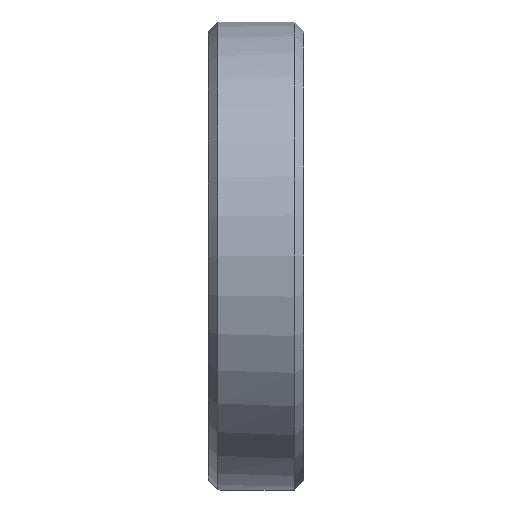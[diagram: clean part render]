
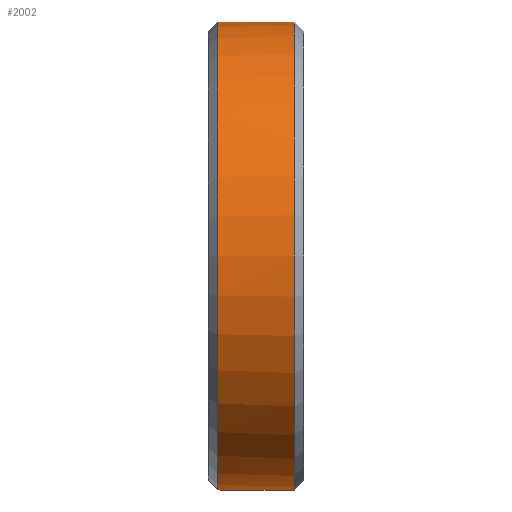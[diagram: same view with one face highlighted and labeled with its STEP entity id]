
A CAD part, left-side view. The second image highlights one B-rep face of the part: STEP entity #2002.
In plain terms, the highlighted cylindrical face has radius 12.5 mm (diameter 25 mm), a partial arc.
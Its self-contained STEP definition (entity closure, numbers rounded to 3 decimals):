
#113 = VECTOR ( 'NONE', #8224, 1000. ) ;
#270 = EDGE_CURVE ( 'NONE', #10149, #355, #3473, .T. ) ;
#355 = VERTEX_POINT ( 'NONE', #7942 ) ;
#476 = ORIENTED_EDGE ( 'NONE', *, *, #270, .F. ) ;
#636 = DIRECTION ( 'NONE',  ( 0., 0., -1. ) ) ;
#913 = DIRECTION ( 'NONE',  ( 0., -1., 0. ) ) ;
#932 = DIRECTION ( 'NONE',  ( 0., -1., 0. ) ) ;
#1137 = CIRCLE ( 'NONE', #11040, 12.5 ) ;
#1822 = VERTEX_POINT ( 'NONE', #8784 ) ;
#1862 = DIRECTION ( 'NONE',  ( 0., 0., 1. ) ) ;
#1883 = VERTEX_POINT ( 'NONE', #2523 ) ;
#1962 = CARTESIAN_POINT ( 'NONE',  ( 0., 5.1, 0. ) ) ;
#2002 = ADVANCED_FACE ( 'NONE', ( #12399 ), #7206, .T. ) ;
#2413 = CARTESIAN_POINT ( 'NONE',  ( 0., 4.45, 0. ) ) ;
#2425 = DIRECTION ( 'NONE',  ( 0., 0., 1. ) ) ;
#2523 = CARTESIAN_POINT ( 'NONE',  ( -0.45, 4.6, -12.492 ) ) ;
#3026 = AXIS2_PLACEMENT_3D ( 'NONE', #1962, #10245, #636 ) ;
#3291 = CARTESIAN_POINT ( 'NONE',  ( 0., 4.45, 0. ) ) ;
#3473 = CIRCLE ( 'NONE', #7357, 12.5 ) ;
#3637 = CARTESIAN_POINT ( 'NONE',  ( 0., 0.5, -12.5 ) ) ;
#3875 = ORIENTED_EDGE ( 'NONE', *, *, #11068, .T. ) ;
#3928 = ORIENTED_EDGE ( 'NONE', *, *, #4380, .F. ) ;
#3991 = VERTEX_POINT ( 'NONE', #3637 ) ;
#4106 = VECTOR ( 'NONE', #932, 1000. ) ;
#4115 = CARTESIAN_POINT ( 'NONE',  ( 0., 5.1, -12.5 ) ) ;
#4201 = ORIENTED_EDGE ( 'NONE', *, *, #7822, .T. ) ;
#4208 = EDGE_CURVE ( 'NONE', #1883, #355, #6456, .T. ) ;
#4370 = DIRECTION ( 'NONE',  ( 0., 1., 0. ) ) ;
#4380 = EDGE_CURVE ( 'NONE', #7223, #7047, #11238, .T. ) ;
#4561 = DIRECTION ( 'NONE',  ( 0., 0., 1. ) ) ;
#5522 = CIRCLE ( 'NONE', #10913, 12.5 ) ;
#5979 = CARTESIAN_POINT ( 'NONE',  ( 0., 4.45, -12.5 ) ) ;
#6019 = ORIENTED_EDGE ( 'NONE', *, *, #9917, .F. ) ;
#6026 = AXIS2_PLACEMENT_3D ( 'NONE', #6398, #4370, #2425 ) ;
#6398 = CARTESIAN_POINT ( 'NONE',  ( 0., 0.5, 0. ) ) ;
#6425 = EDGE_CURVE ( 'NONE', #8876, #1883, #5522, .T. ) ;
#6456 = LINE ( 'NONE', #7472, #10134 ) ;
#6856 = CARTESIAN_POINT ( 'NONE',  ( 0., 4.45, 12.5 ) ) ;
#7047 = VERTEX_POINT ( 'NONE', #8745 ) ;
#7136 = DIRECTION ( 'NONE',  ( 0., 1., 0. ) ) ;
#7206 = CYLINDRICAL_SURFACE ( 'NONE', #3026, 12.5 ) ;
#7223 = VERTEX_POINT ( 'NONE', #6856 ) ;
#7357 = AXIS2_PLACEMENT_3D ( 'NONE', #2413, #7737, #4561 ) ;
#7472 = CARTESIAN_POINT ( 'NONE',  ( -0.45, 5.1, -12.492 ) ) ;
#7727 = CIRCLE ( 'NONE', #6026, 12.5 ) ;
#7737 = DIRECTION ( 'NONE',  ( 0., 1., 0. ) ) ;
#7822 = EDGE_CURVE ( 'NONE', #1822, #8876, #10382, .T. ) ;
#7942 = CARTESIAN_POINT ( 'NONE',  ( -0.45, 4.45, -12.492 ) ) ;
#8224 = DIRECTION ( 'NONE',  ( 0., 1., 0. ) ) ;
#8745 = CARTESIAN_POINT ( 'NONE',  ( 0., 0.5, 12.5 ) ) ;
#8784 = CARTESIAN_POINT ( 'NONE',  ( -0.45, 4.45, 12.492 ) ) ;
#8793 = ORIENTED_EDGE ( 'NONE', *, *, #6425, .T. ) ;
#8876 = VERTEX_POINT ( 'NONE', #12132 ) ;
#8956 = EDGE_LOOP ( 'NONE', ( #3928, #6019, #4201, #8793, #10202, #476, #3875, #9203 ) ) ;
#9203 = ORIENTED_EDGE ( 'NONE', *, *, #12303, .T. ) ;
#9250 = DIRECTION ( 'NONE',  ( 0., -1., 0. ) ) ;
#9486 = DIRECTION ( 'NONE',  ( 0., -1., 0. ) ) ;
#9662 = VECTOR ( 'NONE', #9250, 1000. ) ;
#9917 = EDGE_CURVE ( 'NONE', #1822, #7223, #1137, .T. ) ;
#10090 = CARTESIAN_POINT ( 'NONE',  ( 0., 5.1, 12.5 ) ) ;
#10134 = VECTOR ( 'NONE', #9486, 1000. ) ;
#10149 = VERTEX_POINT ( 'NONE', #5979 ) ;
#10202 = ORIENTED_EDGE ( 'NONE', *, *, #4208, .T. ) ;
#10245 = DIRECTION ( 'NONE',  ( 0., -1., 0. ) ) ;
#10382 = LINE ( 'NONE', #13342, #113 ) ;
#10913 = AXIS2_PLACEMENT_3D ( 'NONE', #11094, #913, #1862 ) ;
#11040 = AXIS2_PLACEMENT_3D ( 'NONE', #3291, #7136, #11456 ) ;
#11068 = EDGE_CURVE ( 'NONE', #10149, #3991, #11148, .T. ) ;
#11094 = CARTESIAN_POINT ( 'NONE',  ( 0., 4.6, 0. ) ) ;
#11148 = LINE ( 'NONE', #4115, #9662 ) ;
#11238 = LINE ( 'NONE', #10090, #4106 ) ;
#11456 = DIRECTION ( 'NONE',  ( 0., 0., 1. ) ) ;
#12132 = CARTESIAN_POINT ( 'NONE',  ( -0.45, 4.6, 12.492 ) ) ;
#12303 = EDGE_CURVE ( 'NONE', #3991, #7047, #7727, .T. ) ;
#12399 = FACE_OUTER_BOUND ( 'NONE', #8956, .T. ) ;
#13342 = CARTESIAN_POINT ( 'NONE',  ( -0.45, 5.1, 12.492 ) ) ;
